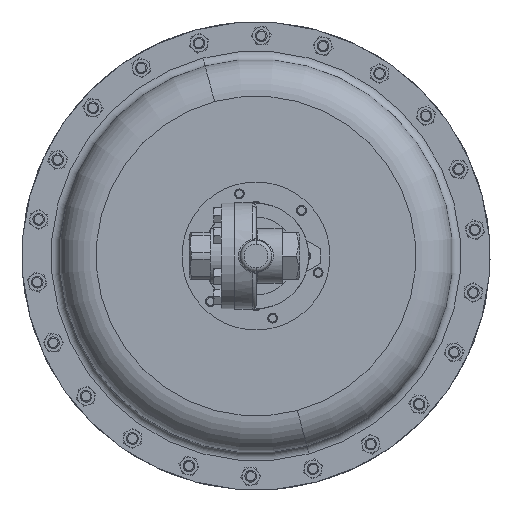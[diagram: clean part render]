
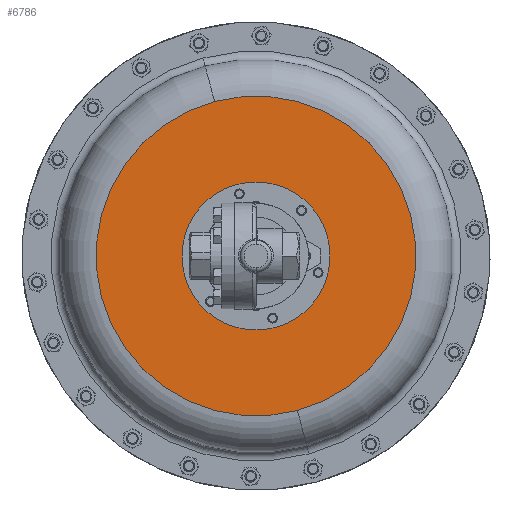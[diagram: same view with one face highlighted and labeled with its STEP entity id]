
A CAD part, front view. The second image highlights one B-rep face of the part: STEP entity #6786.
In plain terms, the highlighted planar face has unit normal (0, -1, 0).
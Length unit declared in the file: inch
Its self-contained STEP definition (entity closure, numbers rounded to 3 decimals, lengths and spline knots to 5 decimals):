
#133 = EDGE_CURVE ( 'NONE', #8751, #232, #3720, .T. ) ;
#232 = VERTEX_POINT ( 'NONE', #12643 ) ;
#594 = AXIS2_PLACEMENT_3D ( 'NONE', #3071, #21878, #5781 ) ;
#1192 = CARTESIAN_POINT ( 'NONE',  ( -0.12996, 9.31137, 4.9595 ) ) ;
#2390 = DIRECTION ( 'NONE',  ( 0., 1., 0. ) ) ;
#3071 = CARTESIAN_POINT ( 'NONE',  ( 1.54942, 9.31137, 3.28012 ) ) ;
#3720 = CIRCLE ( 'NONE', #12482, 5.125 ) ;
#5237 = CIRCLE ( 'NONE', #10869, 2.375 ) ;
#5590 = CARTESIAN_POINT ( 'NONE',  ( 2.87587, 9.31137, -1.67025 ) ) ;
#5781 = DIRECTION ( 'NONE',  ( 0.259, 0., -0.966 ) ) ;
#6209 = EDGE_CURVE ( 'NONE', #27434, #9750, #5237, .T. ) ;
#6786 = ADVANCED_FACE ( 'NONE', ( #6898, #7747 ), #9104, .T. ) ;
#6898 = FACE_OUTER_BOUND ( 'NONE', #34746, .T. ) ;
#7457 = ORIENTED_EDGE ( 'NONE', *, *, #25751, .F. ) ;
#7747 = FACE_BOUND ( 'NONE', #19091, .T. ) ;
#8751 = VERTEX_POINT ( 'NONE', #5590 ) ;
#9104 = PLANE ( 'NONE',  #11333 ) ;
#9454 = CIRCLE ( 'NONE', #594, 5.125 ) ;
#9543 = CARTESIAN_POINT ( 'NONE',  ( 1.54942, 9.31137, 3.28012 ) ) ;
#9750 = VERTEX_POINT ( 'NONE', #24564 ) ;
#10869 = AXIS2_PLACEMENT_3D ( 'NONE', #9543, #28295, #12232 ) ;
#11333 = AXIS2_PLACEMENT_3D ( 'NONE', #25168, #11801, #30537 ) ;
#11801 = DIRECTION ( 'NONE',  ( 0., -1., 0. ) ) ;
#12058 = ORIENTED_EDGE ( 'NONE', *, *, #6209, .T. ) ;
#12200 = CARTESIAN_POINT ( 'NONE',  ( 1.54942, 9.31137, 3.28012 ) ) ;
#12232 = DIRECTION ( 'NONE',  ( -0.707, 0., 0.707 ) ) ;
#12299 = ORIENTED_EDGE ( 'NONE', *, *, #31628, .T. ) ;
#12482 = AXIS2_PLACEMENT_3D ( 'NONE', #12200, #30954, #14888 ) ;
#12643 = CARTESIAN_POINT ( 'NONE',  ( 0.22298, 9.31137, 8.23049 ) ) ;
#14888 = DIRECTION ( 'NONE',  ( 0.259, 0., -0.966 ) ) ;
#18487 = CARTESIAN_POINT ( 'NONE',  ( 1.54942, 9.31137, 3.28012 ) ) ;
#19091 = EDGE_LOOP ( 'NONE', ( #12299, #12058 ) ) ;
#21022 = CIRCLE ( 'NONE', #22595, 2.375 ) ;
#21167 = DIRECTION ( 'NONE',  ( -0.707, 0., 0.707 ) ) ;
#21878 = DIRECTION ( 'NONE',  ( 0., 1., 0. ) ) ;
#22595 = AXIS2_PLACEMENT_3D ( 'NONE', #18487, #2390, #21167 ) ;
#23936 = ORIENTED_EDGE ( 'NONE', *, *, #133, .F. ) ;
#24564 = CARTESIAN_POINT ( 'NONE',  ( 3.2288, 9.31137, 1.60074 ) ) ;
#25168 = CARTESIAN_POINT ( 'NONE',  ( -3.40095, 9.31137, 1.95367 ) ) ;
#25751 = EDGE_CURVE ( 'NONE', #232, #8751, #9454, .T. ) ;
#27434 = VERTEX_POINT ( 'NONE', #1192 ) ;
#28295 = DIRECTION ( 'NONE',  ( 0., 1., 0. ) ) ;
#30537 = DIRECTION ( 'NONE',  ( -0.259, 0., 0.966 ) ) ;
#30954 = DIRECTION ( 'NONE',  ( 0., 1., 0. ) ) ;
#31628 = EDGE_CURVE ( 'NONE', #9750, #27434, #21022, .T. ) ;
#34746 = EDGE_LOOP ( 'NONE', ( #23936, #7457 ) ) ;
